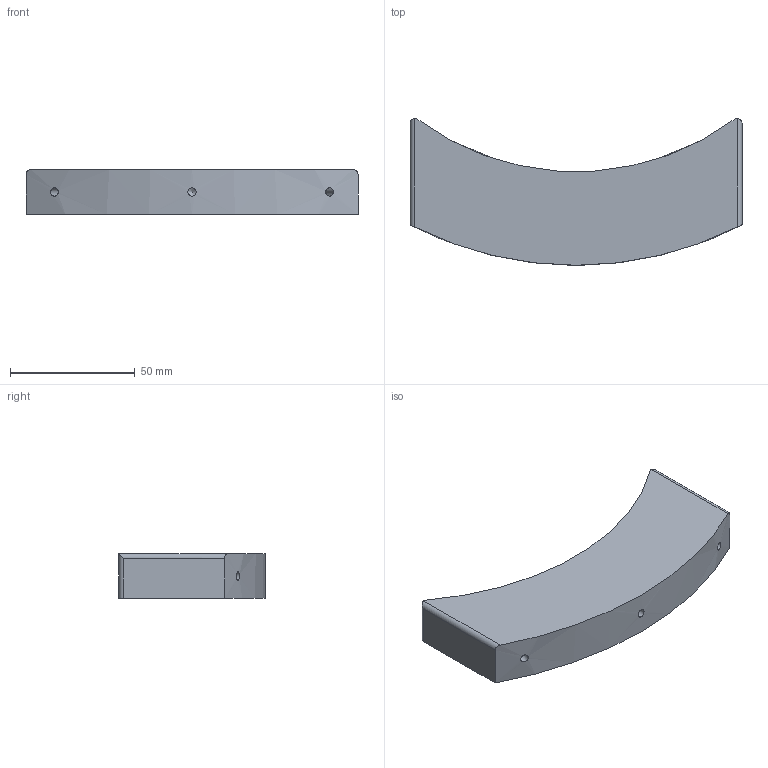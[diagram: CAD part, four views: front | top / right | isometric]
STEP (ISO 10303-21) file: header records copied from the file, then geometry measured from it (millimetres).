
FILE_DESCRIPTION(('HOOPS Exchange Step'),'2;1');
FILE_NAME('3ec1b60a11433405a5bb648523ab970020230106-1-1n6c80i.SLDPRT.step','2023-01-06T15:30:09+00:00',('root'),('Unknown organisation'),'HOOPS Exchange 2021.0','HOOPS Exchange','Unknown authorisation');
FILE_SCHEMA( ('AUTOMOTIVE_DESIGN { 1 0 10303 214 1 1 1 1 }') );
Length unit declared in the file: millimetre
Products named in the file (2): Default; 3ec1b60a11433405a5bb648523ab970020230106-1-1n6c80i
Assembly tree (1 placements, depth 2):
  3ec1b60a11433405a5bb648523ab970020230106-1-1n6c80i
    Default
Bounding box: 132.98 x 58.75 x 18 mm (x, y, z)
Volume: 93502.4 mm3; surface area: 18291.1 mm2
Topology: 1 solids, 1 shells, 20 faces, 51 edges, 33 vertices
Faces by surface type: cylinder 11, cone 5, plane 4
Full cylindrical faces by diameter (mm): 3.3 x5
Entity records: 1300 total; most frequent: CARTESIAN_POINT 792, DIRECTION 98, ORIENTED_EDGE 92, EDGE_CURVE 46, AXIS2_PLACEMENT_3D 38, VERTEX_POINT 33, EDGE_LOOP 25, FACE_BOUND 25
